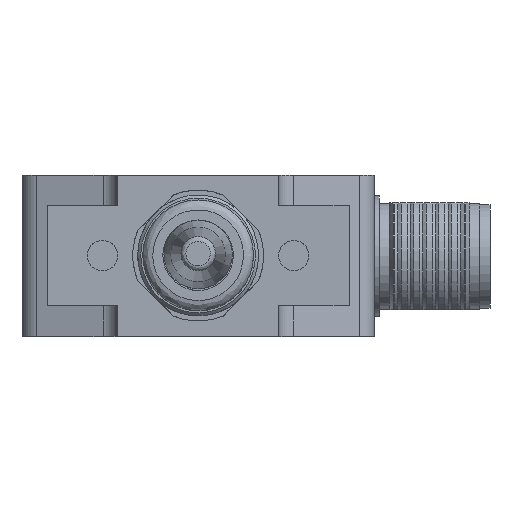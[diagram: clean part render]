
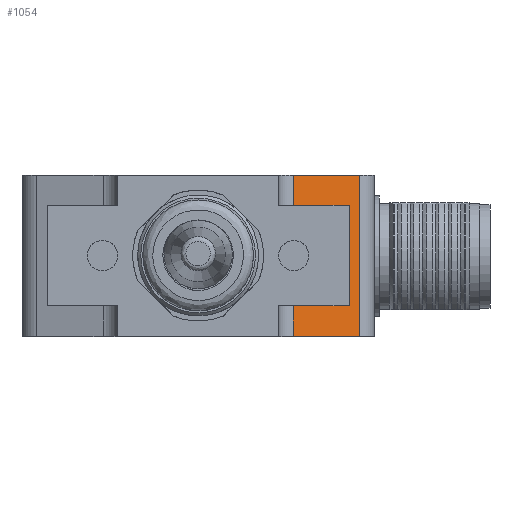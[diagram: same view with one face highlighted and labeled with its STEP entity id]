
A CAD part, top view. The second image highlights one B-rep face of the part: STEP entity #1054.
In plain terms, the highlighted planar face has unit normal (0.278, 0, 0.961).
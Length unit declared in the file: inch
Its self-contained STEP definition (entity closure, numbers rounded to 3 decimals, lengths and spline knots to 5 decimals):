
#49 = CARTESIAN_POINT ( 'NONE',  ( 0.37181, -0.62992, 0.25914 ) ) ;
#87 = CARTESIAN_POINT ( 'NONE',  ( 0.37181, -0.11811, 0.25914 ) ) ;
#298 = EDGE_CURVE ( 'NONE', #3399, #5962, #4090, .T. ) ;
#553 = VECTOR ( 'NONE', #8391, 39.37008 ) ;
#582 = AXIS2_PLACEMENT_3D ( 'NONE', #6342, #1373, #3402 ) ;
#762 = ORIENTED_EDGE ( 'NONE', *, *, #2794, .F. ) ;
#910 = CARTESIAN_POINT ( 'NONE',  ( 0.63213, 0., 0.18378 ) ) ;
#1028 = EDGE_CURVE ( 'NONE', #1137, #7417, #8172, .T. ) ;
#1054 = ADVANCED_FACE ( 'NONE', ( #4027 ), #6028, .T. ) ;
#1137 = VERTEX_POINT ( 'NONE', #5701 ) ;
#1251 = CARTESIAN_POINT ( 'NONE',  ( 0.59055, 0., 0.19581 ) ) ;
#1373 = DIRECTION ( 'NONE',  ( 0.278, 0., 0.961 ) ) ;
#1519 = CARTESIAN_POINT ( 'NONE',  ( 0.50197, 0., 0.22146 ) ) ;
#1759 = CARTESIAN_POINT ( 'NONE',  ( 0.37181, -0.51181, 0.25914 ) ) ;
#1811 = CARTESIAN_POINT ( 'NONE',  ( 0.50197, -0.11811, 0.22146 ) ) ;
#1904 = ORIENTED_EDGE ( 'NONE', *, *, #4767, .T. ) ;
#1934 = VERTEX_POINT ( 'NONE', #1759 ) ;
#2036 = EDGE_CURVE ( 'NONE', #7417, #3399, #2459, .T. ) ;
#2361 = VECTOR ( 'NONE', #6805, 39.37008 ) ;
#2384 = VECTOR ( 'NONE', #6974, 39.37008 ) ;
#2459 = LINE ( 'NONE', #1811, #8283 ) ;
#2765 = CARTESIAN_POINT ( 'NONE',  ( 0.63213, -0.62992, 0.18378 ) ) ;
#2794 = EDGE_CURVE ( 'NONE', #3075, #8924, #5886, .T. ) ;
#2853 = CARTESIAN_POINT ( 'NONE',  ( 0.59055, -0.11811, 0.19581 ) ) ;
#2890 = CARTESIAN_POINT ( 'NONE',  ( 0.50197, -0.51181, 0.22146 ) ) ;
#2965 = CARTESIAN_POINT ( 'NONE',  ( 0.59055, -0.51181, 0.19581 ) ) ;
#3075 = VERTEX_POINT ( 'NONE', #8410 ) ;
#3177 = ORIENTED_EDGE ( 'NONE', *, *, #2036, .T. ) ;
#3399 = VERTEX_POINT ( 'NONE', #2853 ) ;
#3402 = DIRECTION ( 'NONE',  ( 0.961, 0., -0.278 ) ) ;
#3925 = DIRECTION ( 'NONE',  ( 0., -1., 0. ) ) ;
#4027 = FACE_OUTER_BOUND ( 'NONE', #6527, .T. ) ;
#4090 = LINE ( 'NONE', #1251, #8263 ) ;
#4214 = CARTESIAN_POINT ( 'NONE',  ( 0.37181, -0.62992, 0.25914 ) ) ;
#4264 = LINE ( 'NONE', #2890, #4804 ) ;
#4679 = DIRECTION ( 'NONE',  ( 0.961, 0., -0.278 ) ) ;
#4767 = EDGE_CURVE ( 'NONE', #5782, #8924, #4965, .T. ) ;
#4804 = VECTOR ( 'NONE', #8536, 39.37008 ) ;
#4965 = LINE ( 'NONE', #4214, #8820 ) ;
#5058 = ORIENTED_EDGE ( 'NONE', *, *, #298, .T. ) ;
#5111 = VECTOR ( 'NONE', #3925, 39.37008 ) ;
#5701 = CARTESIAN_POINT ( 'NONE',  ( 0.37181, 0., 0.25914 ) ) ;
#5782 = VERTEX_POINT ( 'NONE', #49 ) ;
#5886 = LINE ( 'NONE', #910, #5111 ) ;
#5962 = VERTEX_POINT ( 'NONE', #2965 ) ;
#6028 = PLANE ( 'NONE',  #582 ) ;
#6342 = CARTESIAN_POINT ( 'NONE',  ( 0.50197, 0., 0.22146 ) ) ;
#6376 = ORIENTED_EDGE ( 'NONE', *, *, #7170, .T. ) ;
#6384 = LINE ( 'NONE', #1519, #553 ) ;
#6426 = EDGE_CURVE ( 'NONE', #1934, #5782, #8485, .T. ) ;
#6527 = EDGE_LOOP ( 'NONE', ( #762, #8100, #8654, #3177, #5058, #6376, #7969, #1904 ) ) ;
#6805 = DIRECTION ( 'NONE',  ( 0., -1., 0. ) ) ;
#6974 = DIRECTION ( 'NONE',  ( 0., -1., 0. ) ) ;
#7170 = EDGE_CURVE ( 'NONE', #5962, #1934, #4264, .T. ) ;
#7417 = VERTEX_POINT ( 'NONE', #87 ) ;
#7527 = CARTESIAN_POINT ( 'NONE',  ( 0.37181, 0., 0.25914 ) ) ;
#7757 = DIRECTION ( 'NONE',  ( 0.961, 0., -0.278 ) ) ;
#7969 = ORIENTED_EDGE ( 'NONE', *, *, #6426, .T. ) ;
#8100 = ORIENTED_EDGE ( 'NONE', *, *, #9114, .T. ) ;
#8172 = LINE ( 'NONE', #7527, #2361 ) ;
#8263 = VECTOR ( 'NONE', #8409, 39.37008 ) ;
#8283 = VECTOR ( 'NONE', #4679, 39.37008 ) ;
#8387 = CARTESIAN_POINT ( 'NONE',  ( 0.37181, 0., 0.25914 ) ) ;
#8391 = DIRECTION ( 'NONE',  ( -0.961, 0., 0.278 ) ) ;
#8409 = DIRECTION ( 'NONE',  ( 0., -1., 0. ) ) ;
#8410 = CARTESIAN_POINT ( 'NONE',  ( 0.63213, 0., 0.18378 ) ) ;
#8485 = LINE ( 'NONE', #8387, #2384 ) ;
#8536 = DIRECTION ( 'NONE',  ( -0.961, 0., 0.278 ) ) ;
#8654 = ORIENTED_EDGE ( 'NONE', *, *, #1028, .T. ) ;
#8820 = VECTOR ( 'NONE', #7757, 39.37008 ) ;
#8924 = VERTEX_POINT ( 'NONE', #2765 ) ;
#9114 = EDGE_CURVE ( 'NONE', #3075, #1137, #6384, .T. ) ;
